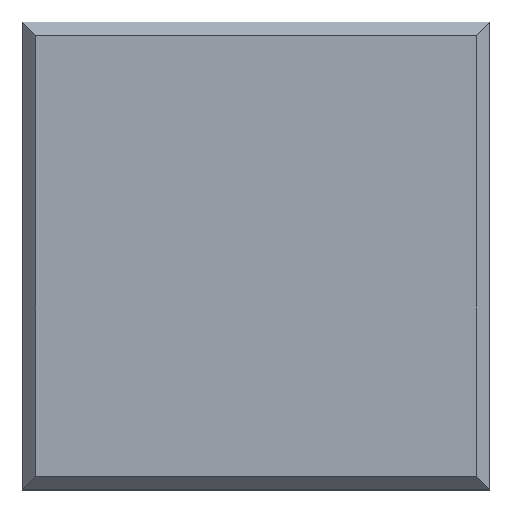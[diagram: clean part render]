
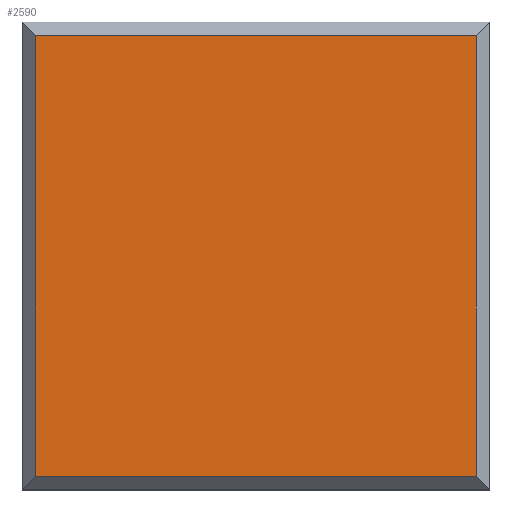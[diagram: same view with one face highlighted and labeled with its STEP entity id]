
A CAD part, top view. The second image highlights one B-rep face of the part: STEP entity #2590.
In plain terms, the highlighted planar face has unit normal (0, 0, 1).
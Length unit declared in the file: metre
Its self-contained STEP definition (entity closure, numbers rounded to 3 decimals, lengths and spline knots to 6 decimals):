
#322=ORIENTED_EDGE('',*,*,#1024,.T.);
#323=ORIENTED_EDGE('',*,*,#1025,.T.);
#324=ORIENTED_EDGE('',*,*,#1026,.T.);
#325=ORIENTED_EDGE('',*,*,#1027,.T.);
#1024=EDGE_CURVE('',#1373,#1374,#1643,.T.);
#1025=EDGE_CURVE('',#1374,#1375,#1644,.T.);
#1026=EDGE_CURVE('',#1375,#1376,#1645,.T.);
#1027=EDGE_CURVE('',#1376,#1373,#1646,.T.);
#1373=VERTEX_POINT('',#3997);
#1374=VERTEX_POINT('',#3998);
#1375=VERTEX_POINT('',#4000);
#1376=VERTEX_POINT('',#4002);
#1643=LINE('',#3996,#2016);
#1644=LINE('',#3999,#2017);
#1645=LINE('',#4001,#2018);
#1646=LINE('',#4003,#2019);
#2016=VECTOR('',#3149,1.);
#2017=VECTOR('',#3150,1.);
#2018=VECTOR('',#3151,1.);
#2019=VECTOR('',#3152,1.);
#2177=EDGE_LOOP('',(#322,#323,#324,#325));
#2336=FACE_BOUND('',#2177,.T.);
#2463=PLANE('',#2730);
#2590=ADVANCED_FACE('',(#2336),#2463,.T.);
#2730=AXIS2_PLACEMENT_3D('',#3995,#3147,#3148);
#3147=DIRECTION('',(0.,0.,1.));
#3148=DIRECTION('',(1.,0.,0.));
#3149=DIRECTION('',(1.,0.,0.));
#3150=DIRECTION('',(0.,1.,0.));
#3151=DIRECTION('',(-1.,0.,0.));
#3152=DIRECTION('',(0.,-1.,0.));
#3995=CARTESIAN_POINT('',(0.107156,-0.080963,0.009513));
#3996=CARTESIAN_POINT('',(0.107156,-0.113638,0.009513));
#3997=CARTESIAN_POINT('',(0.074481,-0.113638,0.009513));
#3998=CARTESIAN_POINT('',(0.139831,-0.113638,0.009513));
#3999=CARTESIAN_POINT('',(0.139831,-0.080963,0.009513));
#4000=CARTESIAN_POINT('',(0.139831,-0.048288,0.009513));
#4001=CARTESIAN_POINT('',(0.072481,-0.048288,0.009513));
#4002=CARTESIAN_POINT('',(0.074481,-0.048288,0.009513));
#4003=CARTESIAN_POINT('',(0.074481,-0.115638,0.009513));
